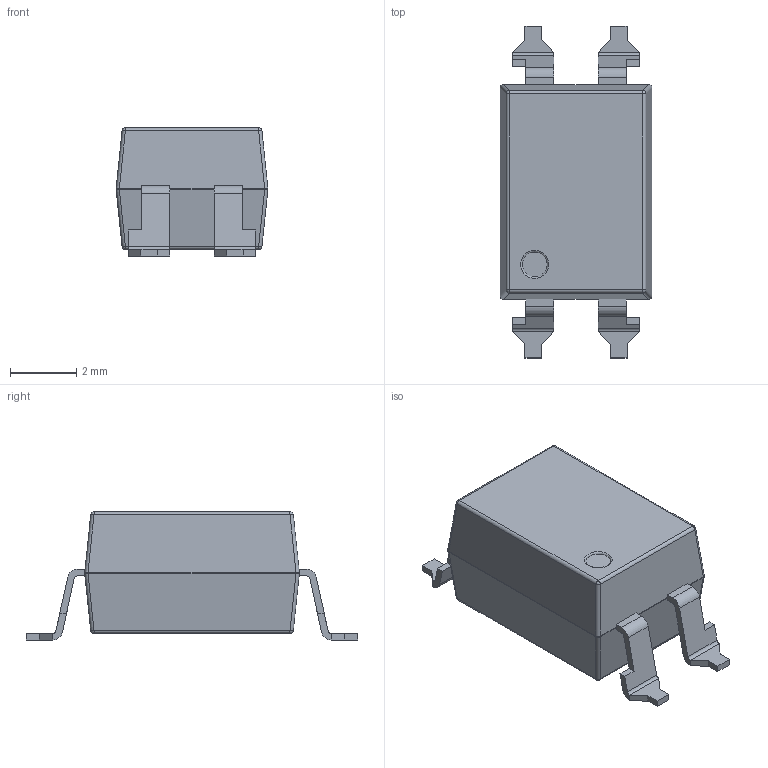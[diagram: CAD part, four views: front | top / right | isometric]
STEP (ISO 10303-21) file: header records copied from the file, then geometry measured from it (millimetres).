
FILE_DESCRIPTION(/* description */ (''),/* implementation_level */ '2;1');
FILE_NAME(/* name */ 'Taiwan Semi - SOP-4.step',/* time_stamp */ '2020-07-09T19:35:52+01:00',/* author */ (''),/* organization */ (''),/* preprocessor_version */ 'ST-DEVELOPER v18.1',/* originating_system */ 'Autodesk Translation Framework v9.3.0.1241',/* authorisation */ '');
FILE_SCHEMA (('AUTOMOTIVE_DESIGN { 1 0 10303 214 3 1 1 }'));
Length unit declared in the file: millimetre
Products named in the file (1): Taiwan Semi - SOP-4
Bounding box: 4.6 x 10.05 x 3.88 mm (x, y, z)
Volume: 104.5 mm3; surface area: 157.9 mm2
Topology: 1 solids, 1 shells, 124 faces, 307 edges, 186 vertices
Faces by surface type: plane 71, cylinder 40, sphere 12, torus 1
Entity records: 3737 total; most frequent: DIRECTION 640, CARTESIAN_POINT 618, ORIENTED_EDGE 614, EDGE_CURVE 307, LINE 224, VECTOR 224, AXIS2_PLACEMENT_3D 208, VERTEX_POINT 186
